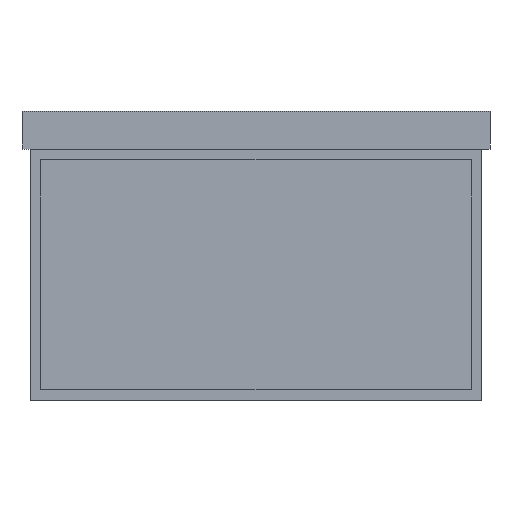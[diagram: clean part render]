
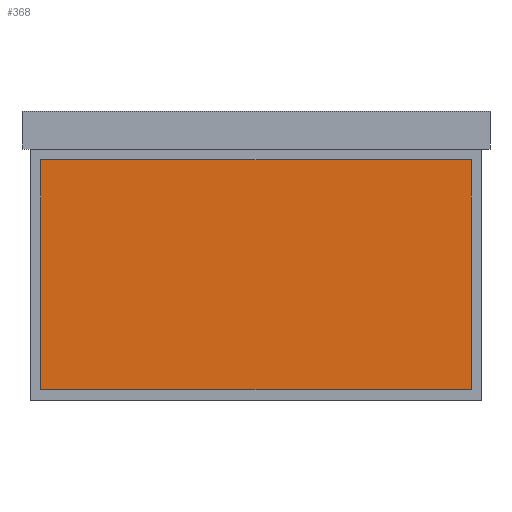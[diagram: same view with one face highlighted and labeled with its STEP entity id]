
A CAD part, front view. The second image highlights one B-rep face of the part: STEP entity #368.
In plain terms, the highlighted planar face has unit normal (0, -1, 0).
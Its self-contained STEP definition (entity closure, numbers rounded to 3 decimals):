
#84=ORIENTED_EDGE('',*,*,#141,.T.);
#85=ORIENTED_EDGE('',*,*,#144,.T.);
#86=ORIENTED_EDGE('',*,*,#146,.T.);
#87=ORIENTED_EDGE('',*,*,#147,.T.);
#141=EDGE_CURVE('',#181,#180,#221,.T.);
#144=EDGE_CURVE('',#180,#182,#224,.T.);
#146=EDGE_CURVE('',#182,#183,#226,.T.);
#147=EDGE_CURVE('',#183,#181,#227,.T.);
#180=VERTEX_POINT('',#570);
#181=VERTEX_POINT('',#572);
#182=VERTEX_POINT('',#576);
#183=VERTEX_POINT('',#580);
#221=LINE('',#571,#269);
#224=LINE('',#577,#272);
#226=LINE('',#581,#274);
#227=LINE('',#583,#275);
#269=VECTOR('',#467,1000.);
#272=VECTOR('',#472,1000.);
#274=VECTOR('',#476,1000.);
#275=VECTOR('',#479,1000.);
#302=EDGE_LOOP('',(#84,#85,#86,#87));
#326=FACE_BOUND('',#302,.T.);
#347=PLANE('',#402);
#368=ADVANCED_FACE('',(#326),#347,.T.);
#402=AXIS2_PLACEMENT_3D('',#584,#480,#481);
#467=DIRECTION('',(0.,0.,-1.));
#472=DIRECTION('',(1.,0.,0.));
#476=DIRECTION('',(0.,0.,1.));
#479=DIRECTION('',(-1.,0.,0.));
#480=DIRECTION('',(0.,-1.,0.));
#481=DIRECTION('',(0.,0.,-1.));
#570=CARTESIAN_POINT('',(-160.,1.,-85.5));
#571=CARTESIAN_POINT('',(-160.,1.,85.5));
#572=CARTESIAN_POINT('',(-160.,1.,85.5));
#576=CARTESIAN_POINT('',(160.,1.,-85.5));
#577=CARTESIAN_POINT('',(-160.,1.,-85.5));
#580=CARTESIAN_POINT('',(160.,1.,85.5));
#581=CARTESIAN_POINT('',(160.,1.,-85.5));
#583=CARTESIAN_POINT('',(160.,1.,85.5));
#584=CARTESIAN_POINT('',(0.,1.,0.));
